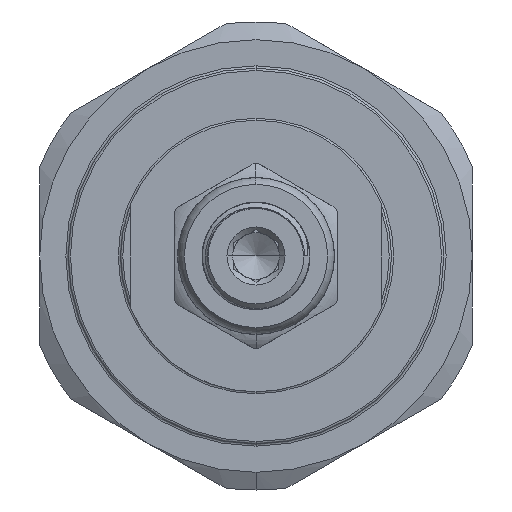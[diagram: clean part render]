
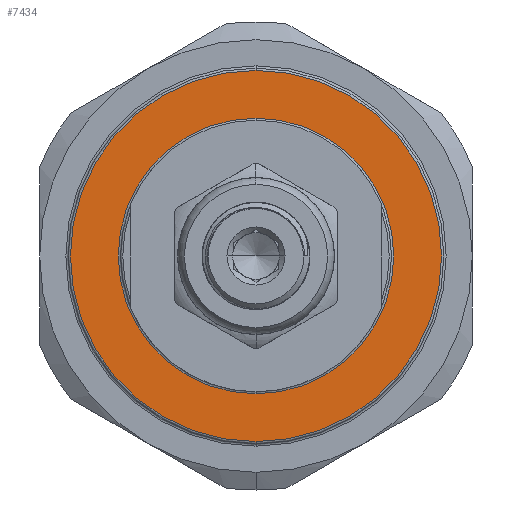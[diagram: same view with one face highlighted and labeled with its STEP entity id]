
A CAD part, left-side view. The second image highlights one B-rep face of the part: STEP entity #7434.
In plain terms, the highlighted planar face has unit normal (-1, 0, 0).
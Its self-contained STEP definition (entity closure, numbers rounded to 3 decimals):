
#1059 = DIRECTION ( 'NONE',  ( -1., 0., 0. ) ) ;
#1371 = DIRECTION ( 'NONE',  ( 0., 0., 1. ) ) ;
#1484 = CARTESIAN_POINT ( 'NONE',  ( -76.418, 0., 16.3 ) ) ;
#1618 = VERTEX_POINT ( 'NONE', #10742 ) ;
#4469 = DIRECTION ( 'NONE',  ( 1., 0., 0. ) ) ;
#4646 = EDGE_LOOP ( 'NONE', ( #4984, #9039 ) ) ;
#4984 = ORIENTED_EDGE ( 'NONE', *, *, #15602, .T. ) ;
#5013 = CARTESIAN_POINT ( 'NONE',  ( -76.418, 0., 0. ) ) ;
#5392 = EDGE_CURVE ( 'NONE', #11785, #1618, #11290, .T. ) ;
#5698 = VERTEX_POINT ( 'NONE', #1484 ) ;
#6251 = EDGE_CURVE ( 'NONE', #1618, #11785, #15053, .T. ) ;
#6915 = FACE_BOUND ( 'NONE', #13235, .T. ) ;
#7122 = CIRCLE ( 'NONE', #8238, 16.3 ) ;
#7302 = CARTESIAN_POINT ( 'NONE',  ( -76.418, 0., 0. ) ) ;
#7358 = DIRECTION ( 'NONE',  ( 0., 0., 1. ) ) ;
#7434 = ADVANCED_FACE ( 'NONE', ( #10673, #6915 ), #10731, .T. ) ;
#7752 = ORIENTED_EDGE ( 'NONE', *, *, #6251, .T. ) ;
#8238 = AXIS2_PLACEMENT_3D ( 'NONE', #5013, #1059, #13845 ) ;
#8295 = DIRECTION ( 'NONE',  ( 0., 0., 1. ) ) ;
#8318 = VERTEX_POINT ( 'NONE', #9212 ) ;
#9039 = ORIENTED_EDGE ( 'NONE', *, *, #13123, .T. ) ;
#9212 = CARTESIAN_POINT ( 'NONE',  ( -76.418, 0., -16.3 ) ) ;
#9456 = DIRECTION ( 'NONE',  ( -1., 0., 0. ) ) ;
#9465 = CARTESIAN_POINT ( 'NONE',  ( -76.418, 0., -12.1 ) ) ;
#9482 = AXIS2_PLACEMENT_3D ( 'NONE', #15390, #16498, #1371 ) ;
#10667 = DIRECTION ( 'NONE',  ( 0., 0., 1. ) ) ;
#10673 = FACE_OUTER_BOUND ( 'NONE', #4646, .T. ) ;
#10731 = PLANE ( 'NONE',  #13731 ) ;
#10742 = CARTESIAN_POINT ( 'NONE',  ( -76.418, 0., 12.1 ) ) ;
#11290 = CIRCLE ( 'NONE', #13611, 12.1 ) ;
#11785 = VERTEX_POINT ( 'NONE', #9465 ) ;
#12914 = AXIS2_PLACEMENT_3D ( 'NONE', #13164, #9456, #10667 ) ;
#13123 = EDGE_CURVE ( 'NONE', #8318, #5698, #7122, .T. ) ;
#13164 = CARTESIAN_POINT ( 'NONE',  ( -76.418, 0., 0. ) ) ;
#13232 = DIRECTION ( 'NONE',  ( -1., 0., 0. ) ) ;
#13235 = EDGE_LOOP ( 'NONE', ( #7752, #16504 ) ) ;
#13611 = AXIS2_PLACEMENT_3D ( 'NONE', #7302, #4469, #7358 ) ;
#13731 = AXIS2_PLACEMENT_3D ( 'NONE', #15901, #13232, #8295 ) ;
#13845 = DIRECTION ( 'NONE',  ( 0., 0., 1. ) ) ;
#14215 = CIRCLE ( 'NONE', #12914, 16.3 ) ;
#15053 = CIRCLE ( 'NONE', #9482, 12.1 ) ;
#15390 = CARTESIAN_POINT ( 'NONE',  ( -76.418, 0., 0. ) ) ;
#15602 = EDGE_CURVE ( 'NONE', #5698, #8318, #14215, .T. ) ;
#15901 = CARTESIAN_POINT ( 'NONE',  ( -76.418, 0., 0. ) ) ;
#16498 = DIRECTION ( 'NONE',  ( 1., 0., 0. ) ) ;
#16504 = ORIENTED_EDGE ( 'NONE', *, *, #5392, .T. ) ;
